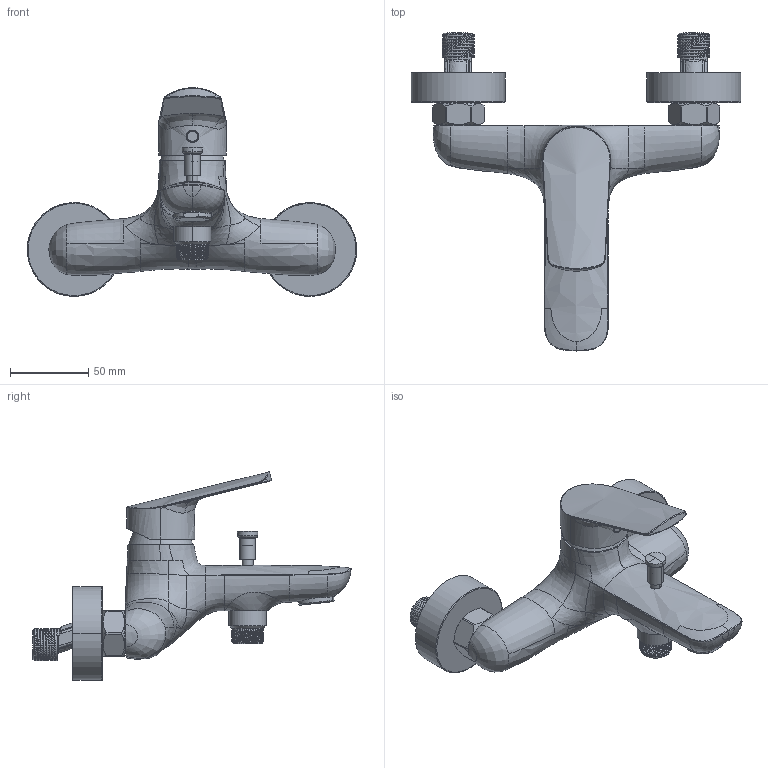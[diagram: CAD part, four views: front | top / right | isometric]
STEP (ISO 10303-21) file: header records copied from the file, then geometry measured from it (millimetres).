
FILE_DESCRIPTION(/* description */ (''),/* implementation_level */ '2;1');
FILE_NAME(/* name */ 'N15230000010',/* time_stamp */ '2024-07-31T07:53:11+02:00',/* author */ (''),/* organization */ (''),/* preprocessor_version */ 'ST-DEVELOPER v15',/* originating_system */ '',/* authorisation */ '');
FILE_SCHEMA (('AUTOMOTIVE_DESIGN'));
Length unit declared in the file: millimetre
Products named in the file (1): Document
Bounding box: 210.87 x 203.67 x 133.54 mm (x, y, z)
Volume: 157238.4 mm3; surface area: 95102.7 mm2
Topology: 12 solids, 17 shells, 582 faces, 1448 edges, 909 vertices
Faces by surface type: bspline 495, plane 87
Entity records: 52989 total; most frequent: CARTESIAN_POINT 44507, ORIENTED_EDGE 2853, EDGE_CURVE 1443, B_SPLINE_CURVE_WITH_KNOTS 1011, VERTEX_POINT 909, EDGE_LOOP 617, ADVANCED_FACE 581, FACE_OUTER_BOUND 581
